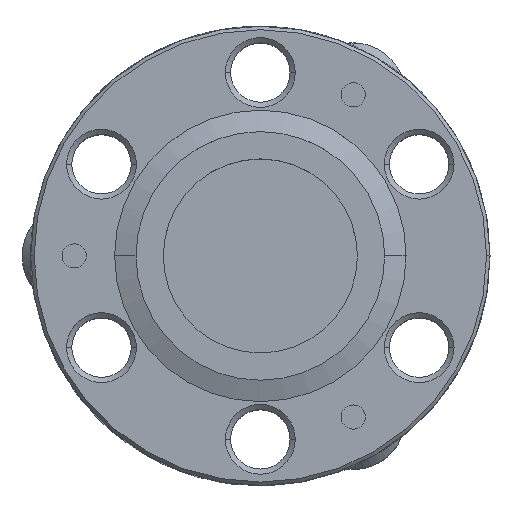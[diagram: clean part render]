
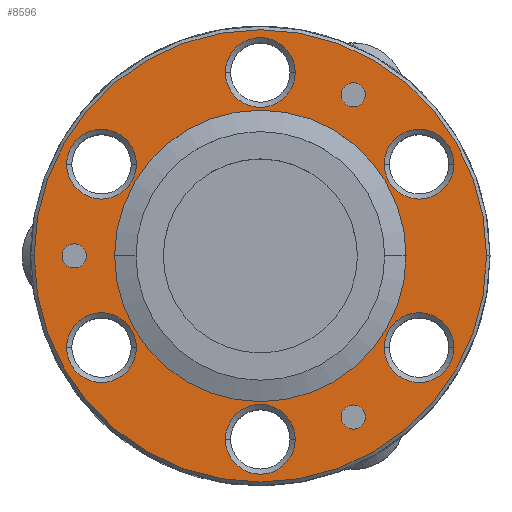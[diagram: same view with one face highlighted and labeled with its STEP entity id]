
A CAD part, top view. The second image highlights one B-rep face of the part: STEP entity #8596.
In plain terms, the highlighted planar face has unit normal (0, 0, 1).
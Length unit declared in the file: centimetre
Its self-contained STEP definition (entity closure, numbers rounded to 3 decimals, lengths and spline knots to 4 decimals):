
#1196=PLANE('',#9218);
#1406=CIRCLE('',#9212,0.0889);
#1408=CIRCLE('',#9215,0.0889);
#1409=CIRCLE('',#9217,0.0889);
#1410=CIRCLE('',#9219,0.2565);
#1411=CIRCLE('',#9220,0.2565);
#1412=CIRCLE('',#9221,0.2565);
#1413=CIRCLE('',#9222,0.2565);
#1414=CIRCLE('',#9223,0.2565);
#1415=CIRCLE('',#9224,0.2565);
#1416=CIRCLE('',#9225,0.2565);
#1417=CIRCLE('',#9226,0.2565);
#1418=CIRCLE('',#9227,0.2565);
#1419=CIRCLE('',#9228,0.2565);
#1420=CIRCLE('',#9229,1.0719);
#1421=CIRCLE('',#9230,1.0719);
#1422=CIRCLE('',#9231,1.6637);
#1423=CIRCLE('',#9232,1.6637);
#1424=CIRCLE('',#9233,0.2565);
#1425=CIRCLE('',#9234,0.2565);
#1766=VERTEX_POINT('',#10184);
#1768=VERTEX_POINT('',#10189);
#1769=VERTEX_POINT('',#10192);
#1770=VERTEX_POINT('',#10195);
#1771=VERTEX_POINT('',#10196);
#1772=VERTEX_POINT('',#10199);
#1773=VERTEX_POINT('',#10200);
#1774=VERTEX_POINT('',#10203);
#1775=VERTEX_POINT('',#10204);
#1776=VERTEX_POINT('',#10207);
#1777=VERTEX_POINT('',#10208);
#1778=VERTEX_POINT('',#10211);
#1779=VERTEX_POINT('',#10212);
#1780=VERTEX_POINT('',#10215);
#1781=VERTEX_POINT('',#10216);
#1782=VERTEX_POINT('',#10219);
#1783=VERTEX_POINT('',#10220);
#1784=VERTEX_POINT('',#10223);
#1785=VERTEX_POINT('',#10224);
#3211=EDGE_CURVE('',#1766,#1766,#1406,.T.);
#3213=EDGE_CURVE('',#1768,#1768,#1408,.T.);
#3214=EDGE_CURVE('',#1769,#1769,#1409,.T.);
#3215=EDGE_CURVE('',#1770,#1771,#1410,.T.);
#3216=EDGE_CURVE('',#1771,#1770,#1411,.F.);
#3217=EDGE_CURVE('',#1772,#1773,#1412,.T.);
#3218=EDGE_CURVE('',#1773,#1772,#1413,.F.);
#3219=EDGE_CURVE('',#1774,#1775,#1414,.T.);
#3220=EDGE_CURVE('',#1775,#1774,#1415,.F.);
#3221=EDGE_CURVE('',#1776,#1777,#1416,.T.);
#3222=EDGE_CURVE('',#1777,#1776,#1417,.F.);
#3223=EDGE_CURVE('',#1778,#1779,#1418,.T.);
#3224=EDGE_CURVE('',#1779,#1778,#1419,.F.);
#3225=EDGE_CURVE('',#1780,#1781,#1420,.F.);
#3226=EDGE_CURVE('',#1781,#1780,#1421,.T.);
#3227=EDGE_CURVE('',#1782,#1783,#1422,.T.);
#3228=EDGE_CURVE('',#1783,#1782,#1423,.F.);
#3229=EDGE_CURVE('',#1784,#1785,#1424,.T.);
#3230=EDGE_CURVE('',#1785,#1784,#1425,.F.);
#4661=ORIENTED_EDGE('',*,*,#3211,.T.);
#4662=ORIENTED_EDGE('',*,*,#3213,.T.);
#4663=ORIENTED_EDGE('',*,*,#3214,.T.);
#4664=ORIENTED_EDGE('',*,*,#3215,.T.);
#4665=ORIENTED_EDGE('',*,*,#3216,.T.);
#4666=ORIENTED_EDGE('',*,*,#3217,.T.);
#4667=ORIENTED_EDGE('',*,*,#3218,.T.);
#4668=ORIENTED_EDGE('',*,*,#3219,.T.);
#4669=ORIENTED_EDGE('',*,*,#3220,.T.);
#4670=ORIENTED_EDGE('',*,*,#3221,.T.);
#4671=ORIENTED_EDGE('',*,*,#3222,.T.);
#4672=ORIENTED_EDGE('',*,*,#3223,.T.);
#4673=ORIENTED_EDGE('',*,*,#3224,.T.);
#4674=ORIENTED_EDGE('',*,*,#3225,.T.);
#4675=ORIENTED_EDGE('',*,*,#3226,.T.);
#4676=ORIENTED_EDGE('',*,*,#3227,.F.);
#4677=ORIENTED_EDGE('',*,*,#3228,.F.);
#4678=ORIENTED_EDGE('',*,*,#3229,.T.);
#4679=ORIENTED_EDGE('',*,*,#3230,.T.);
#7299=EDGE_LOOP('',(#4661));
#7300=EDGE_LOOP('',(#4662));
#7301=EDGE_LOOP('',(#4663));
#7302=EDGE_LOOP('',(#4664,#4665));
#7303=EDGE_LOOP('',(#4666,#4667));
#7304=EDGE_LOOP('',(#4668,#4669));
#7305=EDGE_LOOP('',(#4670,#4671));
#7306=EDGE_LOOP('',(#4672,#4673));
#7307=EDGE_LOOP('',(#4674,#4675));
#7308=EDGE_LOOP('',(#4676,#4677));
#7309=EDGE_LOOP('',(#4678,#4679));
#7961=FACE_BOUND('',#7299,.T.);
#7962=FACE_BOUND('',#7300,.T.);
#7963=FACE_BOUND('',#7301,.T.);
#7964=FACE_BOUND('',#7302,.T.);
#7965=FACE_BOUND('',#7303,.T.);
#7966=FACE_BOUND('',#7304,.T.);
#7967=FACE_BOUND('',#7305,.T.);
#7968=FACE_BOUND('',#7306,.T.);
#7969=FACE_BOUND('',#7307,.T.);
#7970=FACE_BOUND('',#7308,.T.);
#7971=FACE_BOUND('',#7309,.T.);
#8596=ADVANCED_FACE('',(#7961,#7962,#7963,#7964,#7965,#7966,#7967,#7968,
#7969,#7970,#7971),#1196,.T.);
#9212=AXIS2_PLACEMENT_3D('',#10183,#40637,#40638);
#9215=AXIS2_PLACEMENT_3D('',#10188,#40643,#40644);
#9217=AXIS2_PLACEMENT_3D('',#10191,#40647,#40648);
#9218=AXIS2_PLACEMENT_3D('',#10193,#40649,$);
#9219=AXIS2_PLACEMENT_3D('',#10194,#40650,#40651);
#9220=AXIS2_PLACEMENT_3D('',#10197,#40652,#40653);
#9221=AXIS2_PLACEMENT_3D('',#10198,#40654,#40655);
#9222=AXIS2_PLACEMENT_3D('',#10201,#40656,#40657);
#9223=AXIS2_PLACEMENT_3D('',#10202,#40658,#40659);
#9224=AXIS2_PLACEMENT_3D('',#10205,#40660,#40661);
#9225=AXIS2_PLACEMENT_3D('',#10206,#40662,#40663);
#9226=AXIS2_PLACEMENT_3D('',#10209,#40664,#40665);
#9227=AXIS2_PLACEMENT_3D('',#10210,#40666,#40667);
#9228=AXIS2_PLACEMENT_3D('',#10213,#40668,#40669);
#9229=AXIS2_PLACEMENT_3D('',#10214,#40670,#40671);
#9230=AXIS2_PLACEMENT_3D('',#10217,#40672,#40673);
#9231=AXIS2_PLACEMENT_3D('',#10218,#40674,#40675);
#9232=AXIS2_PLACEMENT_3D('',#10221,#40676,#40677);
#9233=AXIS2_PLACEMENT_3D('',#10222,#40678,#40679);
#9234=AXIS2_PLACEMENT_3D('',#10225,#40680,#40681);
#10183=CARTESIAN_POINT('',(0.6841,1.1849,0.));
#10184=CARTESIAN_POINT('',(0.773,1.1849,0.));
#10188=CARTESIAN_POINT('',(0.6841,-1.1849,0.));
#10189=CARTESIAN_POINT('',(0.773,-1.1849,0.));
#10191=CARTESIAN_POINT('',(-1.3691,0.,0.));
#10192=CARTESIAN_POINT('',(-1.2802,0.,0.));
#10193=CARTESIAN_POINT('',(-1.6637,0.,0.));
#10194=CARTESIAN_POINT('',(1.168,0.6744,0.));
#10195=CARTESIAN_POINT('',(1.4246,0.6744,0.));
#10196=CARTESIAN_POINT('',(0.9115,0.6744,0.));
#10197=CARTESIAN_POINT('',(1.168,0.6744,0.));
#10198=CARTESIAN_POINT('',(1.168,-0.6744,0.));
#10199=CARTESIAN_POINT('',(1.4246,-0.6744,0.));
#10200=CARTESIAN_POINT('',(0.9115,-0.6744,0.));
#10201=CARTESIAN_POINT('',(1.168,-0.6744,0.));
#10202=CARTESIAN_POINT('',(0.,-1.3487,0.));
#10203=CARTESIAN_POINT('',(0.2565,-1.3487,0.));
#10204=CARTESIAN_POINT('',(-0.2565,-1.3487,0.));
#10205=CARTESIAN_POINT('',(0.,-1.3487,0.));
#10206=CARTESIAN_POINT('',(-1.168,-0.6744,0.));
#10207=CARTESIAN_POINT('',(-0.9115,-0.6744,0.));
#10208=CARTESIAN_POINT('',(-1.4246,-0.6744,0.));
#10209=CARTESIAN_POINT('',(-1.168,-0.6744,0.));
#10210=CARTESIAN_POINT('',(-1.168,0.6744,0.));
#10211=CARTESIAN_POINT('',(-0.9115,0.6744,0.));
#10212=CARTESIAN_POINT('',(-1.4246,0.6744,0.));
#10213=CARTESIAN_POINT('',(-1.168,0.6744,0.));
#10214=CARTESIAN_POINT('',(0.,0.,0.));
#10215=CARTESIAN_POINT('',(-1.0719,0.,0.));
#10216=CARTESIAN_POINT('',(1.0719,0.,0.));
#10217=CARTESIAN_POINT('',(0.,0.,0.));
#10218=CARTESIAN_POINT('',(0.,0.,0.));
#10219=CARTESIAN_POINT('',(-1.6637,0.,0.));
#10220=CARTESIAN_POINT('',(1.6637,0.,0.));
#10221=CARTESIAN_POINT('',(0.,0.,0.));
#10222=CARTESIAN_POINT('',(0.,1.3487,0.));
#10223=CARTESIAN_POINT('',(0.2565,1.3487,0.));
#10224=CARTESIAN_POINT('',(-0.2565,1.3487,0.));
#10225=CARTESIAN_POINT('',(0.,1.3487,0.));
#40637=DIRECTION('',(0.,0.,-1.));
#40638=DIRECTION('',(-0.089,0.,0.));
#40643=DIRECTION('',(0.,0.,-1.));
#40644=DIRECTION('',(-0.089,0.,0.));
#40647=DIRECTION('',(0.,0.,-1.));
#40648=DIRECTION('',(-0.089,0.,0.));
#40649=DIRECTION('',(0.,0.,1.));
#40650=DIRECTION('',(0.,0.,-1.));
#40651=DIRECTION('',(0.257,0.,0.));
#40652=DIRECTION('',(0.,0.,1.));
#40653=DIRECTION('',(0.257,0.,0.));
#40654=DIRECTION('',(0.,0.,-1.));
#40655=DIRECTION('',(0.257,0.,0.));
#40656=DIRECTION('',(0.,0.,1.));
#40657=DIRECTION('',(0.257,0.,0.));
#40658=DIRECTION('',(0.,0.,-1.));
#40659=DIRECTION('',(0.257,0.,0.));
#40660=DIRECTION('',(0.,0.,1.));
#40661=DIRECTION('',(0.257,0.,0.));
#40662=DIRECTION('',(0.,0.,-1.));
#40663=DIRECTION('',(0.257,0.,0.));
#40664=DIRECTION('',(0.,0.,1.));
#40665=DIRECTION('',(0.257,0.,0.));
#40666=DIRECTION('',(0.,0.,-1.));
#40667=DIRECTION('',(0.257,0.,0.));
#40668=DIRECTION('',(0.,0.,1.));
#40669=DIRECTION('',(0.257,0.,0.));
#40670=DIRECTION('',(0.,0.,1.));
#40671=DIRECTION('',(-1.072,0.,0.));
#40672=DIRECTION('',(0.,0.,-1.));
#40673=DIRECTION('',(-1.072,0.,0.));
#40674=DIRECTION('',(0.,0.,-1.));
#40675=DIRECTION('',(-1.664,0.,0.));
#40676=DIRECTION('',(0.,0.,1.));
#40677=DIRECTION('',(-1.664,0.,0.));
#40678=DIRECTION('',(0.,0.,-1.));
#40679=DIRECTION('',(0.257,0.,0.));
#40680=DIRECTION('',(0.,0.,1.));
#40681=DIRECTION('',(0.257,0.,0.));
